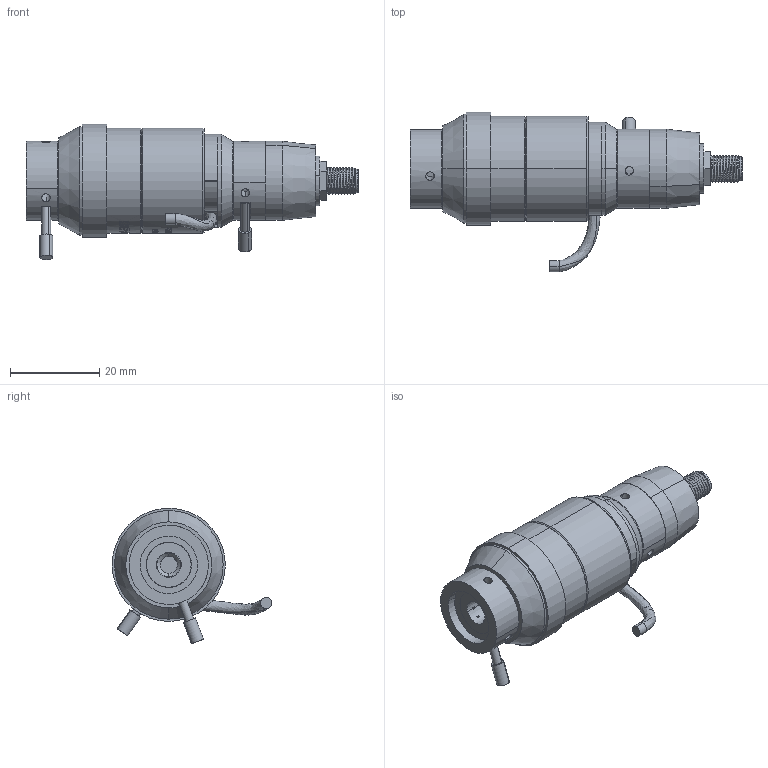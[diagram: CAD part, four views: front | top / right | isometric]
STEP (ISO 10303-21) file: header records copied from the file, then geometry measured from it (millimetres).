
FILE_DESCRIPTION (( 'STEP AP214' ), '1' );
FILE_NAME ('20685-E0W.STEP', '2009-11-30T13:35:41', ( 'tberg' ), ( '' ), 'SwSTEP 2.0', 'SolidWorks 2009', '' );
FILE_SCHEMA (( 'AUTOMOTIVE_DESIGN' ));
Length unit declared in the file: millimetre
Products named in the file (11): 8655-016; SM05PD1A-Diode Cover; SW3dPS-sma bulkhead straight jack; SW3dPS-SMA Nut; SW3dPS-SMA Washer; kabel; 20685-E0W; 6902-E0W; 8655-013; 8655-012; 8655-001_SA210-12B
Assembly tree (11 placements, depth 2):
  20685-E0W
    SW3dPS-SMA Washer
    8655-001_SA210-12B
    8655-013
    8655-012
    6902-E0W  x2
    SW3dPS-SMA Nut
    SW3dPS-sma bulkhead straight jack
    8655-016
    SM05PD1A-Diode Cover
    kabel
Bounding box: 74.52 x 35.82 x 30.41 mm (x, y, z)
Volume: 7613.8 mm3; surface area: 14571.8 mm2
Topology: 9 solids, 21 shells, 430 faces, 1306 edges, 976 vertices
Faces by surface type: cylinder 195, plane 160, cone 66, bspline 5, torus 4
Entity records: 21010 total; most frequent: CARTESIAN_POINT 8820, ORIENTED_EDGE 2066, DIRECTION 1905, EDGE_CURVE 1070, VERTEX_POINT 811, AXIS2_PLACEMENT_3D 762, EDGE_LOOP 446, CIRCLE 406
